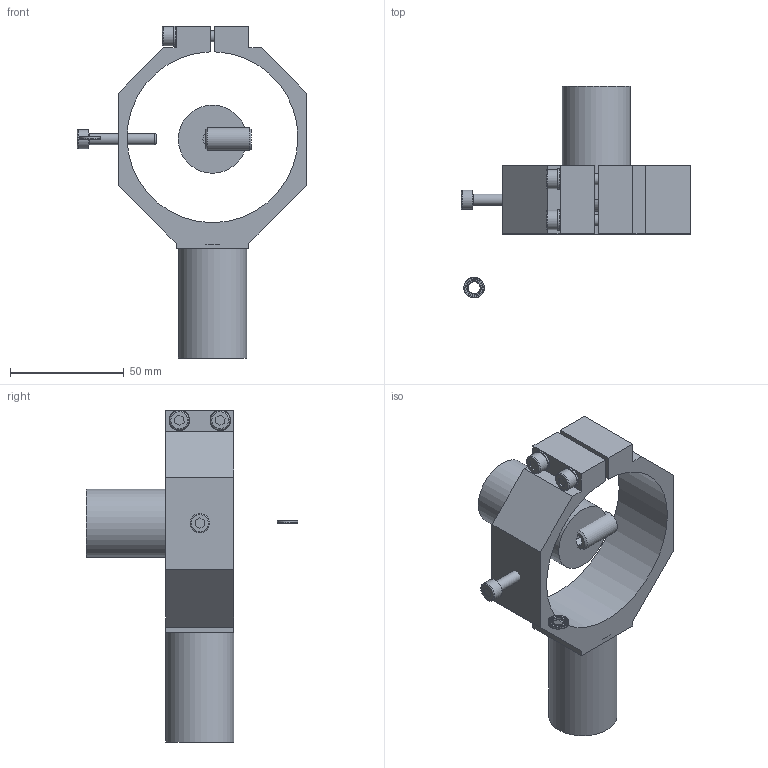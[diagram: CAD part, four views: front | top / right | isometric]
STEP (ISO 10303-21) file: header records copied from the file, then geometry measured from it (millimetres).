
FILE_DESCRIPTION( ( 'Unknown' ), '1' );
FILE_NAME( 'CA.04.10.75.stp', 'Unknown', ( 'Unknown' ), ( 'Unknown' ), 'PSStep 13.0', 'Unknown', ' ' );
FILE_SCHEMA( ( 'AUTOMOTIVE_DESIGN { 1 0 10303 214 1 1 1 1 }' ) );
Length unit declared in the file: millimetre
Products named in the file (6): Assem1; 04-10-75-01; 04.10.02; R.5.SCH; V-tcei M  5 x 30; GR.10X20
Bounding box: 101 x 93.14 x 146 mm (x, y, z)
Volume: 189784.2 mm3; surface area: 61420.3 mm2
Topology: 9 solids, 12 shells, 717 faces, 2051 edges, 1363 vertices
Faces by surface type: plane 672, cylinder 32, cone 7, torus 6
Full cylindrical faces by diameter (mm): 4.134 x4, 5 x3, 5.2 x4, 5.3 x3, 8.376 x4, 8.5 x3, 9 x3, 10 x2, 29 x2, 30 x2
Entity records: 10256 total; most frequent: DIRECTION 1438, CARTESIAN_POINT 1426, ORIENTED_EDGE 1386, EDGE_CURVE 693, AXIS2_PLACEMENT_3D 483, LINE 472, VECTOR 472, VERTEX_POINT 471
